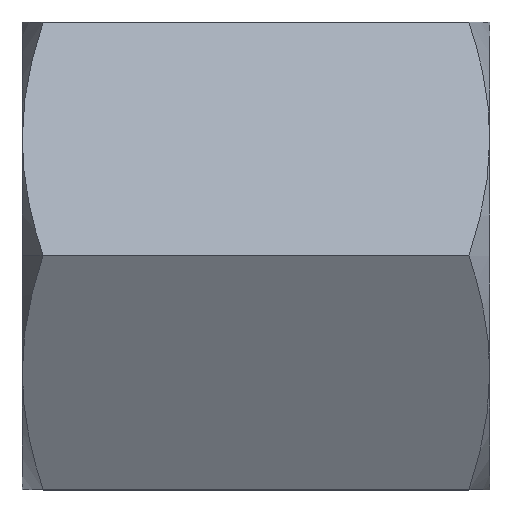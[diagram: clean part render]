
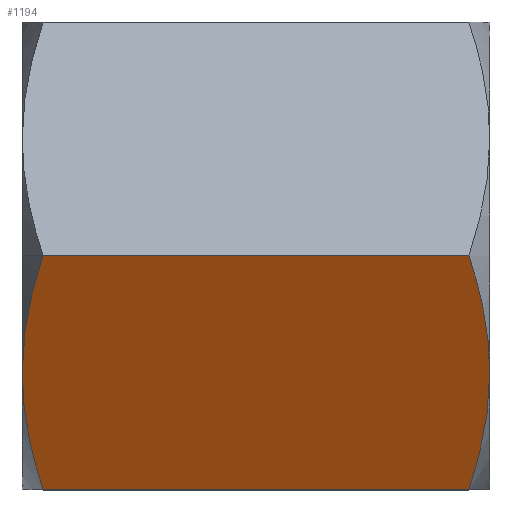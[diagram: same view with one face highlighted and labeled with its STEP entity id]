
A CAD part, top view. The second image highlights one B-rep face of the part: STEP entity #1194.
In plain terms, the highlighted planar face has unit normal (0, -0.5, 0.866).
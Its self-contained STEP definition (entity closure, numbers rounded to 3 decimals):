
#26 = ORIENTED_EDGE ( 'NONE', *, *, #2749, .T. ) ;
#119 = LINE ( 'NONE', #1001, #2601 ) ;
#214 = EDGE_LOOP ( 'NONE', ( #2030, #26, #2565, #1556, #2451, #217 ) ) ;
#217 = ORIENTED_EDGE ( 'NONE', *, *, #3235, .F. ) ;
#258 = VERTEX_POINT ( 'NONE', #725 ) ;
#371 = CARTESIAN_POINT ( 'NONE',  ( 0., -2.288, 4.453 ) ) ;
#407 = CARTESIAN_POINT ( 'NONE',  ( 9.553, -5., 2.887 ) ) ;
#419 = CARTESIAN_POINT ( 'NONE',  ( 9.826, -0.818, 5.301 ) ) ;
#459 = VERTEX_POINT ( 'NONE', #591 ) ;
#460 = CARTESIAN_POINT ( 'NONE',  ( 9.949, -3.347, 3.841 ) ) ;
#591 = CARTESIAN_POINT ( 'NONE',  ( 9.553, 0., 5.774 ) ) ;
#666 = CARTESIAN_POINT ( 'NONE',  ( 10., -2.5, 4.33 ) ) ;
#725 = CARTESIAN_POINT ( 'NONE',  ( 0.447, -5., 2.887 ) ) ;
#912 = VECTOR ( 'NONE', #2307, 1000. ) ;
#991 = B_SPLINE_CURVE_WITH_KNOTS ( 'NONE', 3,
 ( #1293, #371, #1270, #3389, #2154, #2498, #994, #3396 ),
 .UNSPECIFIED., .F., .F.,
 ( 4, 2, 2, 4 ),
 ( 0.003, 0.004, 0.004, 0.006 ),
 .UNSPECIFIED. ) ;
#994 = CARTESIAN_POINT ( 'NONE',  ( 0.311, -0.408, 5.538 ) ) ;
#1001 = CARTESIAN_POINT ( 'NONE',  ( 10., 0., 5.774 ) ) ;
#1008 = LINE ( 'NONE', #3548, #912 ) ;
#1039 = B_SPLINE_CURVE_WITH_KNOTS ( 'NONE', 3,
 ( #2207, #419, #2243, #3111 ),
 .UNSPECIFIED., .F., .F.,
 ( 4, 4 ),
 ( 0., 0.003 ),
 .UNSPECIFIED. ) ;
#1194 = ADVANCED_FACE ( 'NONE', ( #3857 ), #3387, .F. ) ;
#1270 = CARTESIAN_POINT ( 'NONE',  ( 0.011, -2.075, 4.576 ) ) ;
#1280 = CARTESIAN_POINT ( 'NONE',  ( 10., 0., 5.774 ) ) ;
#1293 = CARTESIAN_POINT ( 'NONE',  ( 0., -2.5, 4.33 ) ) ;
#1311 = CARTESIAN_POINT ( 'NONE',  ( 0.174, -4.182, 3.359 ) ) ;
#1319 = EDGE_CURVE ( 'NONE', #1599, #258, #1008, .T. ) ;
#1427 = B_SPLINE_CURVE_WITH_KNOTS ( 'NONE', 3,
 ( #2571, #1673, #2277, #460, #2582, #3575, #1752, #2948 ),
 .UNSPECIFIED., .F., .F.,
 ( 4, 2, 2, 4 ),
 ( 0.003, 0.004, 0.004, 0.006 ),
 .UNSPECIFIED. ) ;
#1556 = ORIENTED_EDGE ( 'NONE', *, *, #3084, .F. ) ;
#1599 = VERTEX_POINT ( 'NONE', #407 ) ;
#1673 = CARTESIAN_POINT ( 'NONE',  ( 10., -2.712, 4.208 ) ) ;
#1752 = CARTESIAN_POINT ( 'NONE',  ( 9.689, -4.592, 3.122 ) ) ;
#1905 = B_SPLINE_CURVE_WITH_KNOTS ( 'NONE', 3,
 ( #2223, #1311, #2234, #1917 ),
 .UNSPECIFIED., .F., .F.,
 ( 4, 4 ),
 ( 0., 0.003 ),
 .UNSPECIFIED. ) ;
#1917 = CARTESIAN_POINT ( 'NONE',  ( 0., -2.5, 4.33 ) ) ;
#1924 = DIRECTION ( 'NONE',  ( -1., 0., 0. ) ) ;
#1933 = EDGE_CURVE ( 'NONE', #459, #2988, #1039, .T. ) ;
#2028 = CARTESIAN_POINT ( 'NONE',  ( 0.447, 0., 5.774 ) ) ;
#2030 = ORIENTED_EDGE ( 'NONE', *, *, #1933, .F. ) ;
#2154 = CARTESIAN_POINT ( 'NONE',  ( 0.082, -1.444, 4.94 ) ) ;
#2207 = CARTESIAN_POINT ( 'NONE',  ( 9.553, 0., 5.774 ) ) ;
#2223 = CARTESIAN_POINT ( 'NONE',  ( 0.447, -5., 2.887 ) ) ;
#2234 = CARTESIAN_POINT ( 'NONE',  ( 0., -3.352, 3.838 ) ) ;
#2243 = CARTESIAN_POINT ( 'NONE',  ( 10., -1.648, 4.822 ) ) ;
#2277 = CARTESIAN_POINT ( 'NONE',  ( 9.989, -2.925, 4.085 ) ) ;
#2307 = DIRECTION ( 'NONE',  ( -1., 0., 0. ) ) ;
#2451 = ORIENTED_EDGE ( 'NONE', *, *, #1319, .F. ) ;
#2498 = CARTESIAN_POINT ( 'NONE',  ( 0.198, -0.819, 5.3 ) ) ;
#2543 = EDGE_CURVE ( 'NONE', #3896, #3752, #991, .T. ) ;
#2565 = ORIENTED_EDGE ( 'NONE', *, *, #2543, .F. ) ;
#2571 = CARTESIAN_POINT ( 'NONE',  ( 10., -2.5, 4.33 ) ) ;
#2582 = CARTESIAN_POINT ( 'NONE',  ( 9.918, -3.556, 3.72 ) ) ;
#2601 = VECTOR ( 'NONE', #1924, 1000. ) ;
#2749 = EDGE_CURVE ( 'NONE', #459, #3752, #119, .T. ) ;
#2818 = DIRECTION ( 'NONE',  ( 0., 0.5, -0.866 ) ) ;
#2948 = CARTESIAN_POINT ( 'NONE',  ( 9.553, -5., 2.887 ) ) ;
#2988 = VERTEX_POINT ( 'NONE', #666 ) ;
#3084 = EDGE_CURVE ( 'NONE', #258, #3896, #1905, .T. ) ;
#3111 = CARTESIAN_POINT ( 'NONE',  ( 10., -2.5, 4.33 ) ) ;
#3235 = EDGE_CURVE ( 'NONE', #2988, #1599, #1427, .T. ) ;
#3387 = PLANE ( 'NONE',  #3542 ) ;
#3389 = CARTESIAN_POINT ( 'NONE',  ( 0.051, -1.653, 4.819 ) ) ;
#3396 = CARTESIAN_POINT ( 'NONE',  ( 0.447, 0., 5.774 ) ) ;
#3542 = AXIS2_PLACEMENT_3D ( 'NONE', #1280, #2818, #3724 ) ;
#3548 = CARTESIAN_POINT ( 'NONE',  ( 10., -5., 2.887 ) ) ;
#3575 = CARTESIAN_POINT ( 'NONE',  ( 9.802, -4.181, 3.36 ) ) ;
#3632 = CARTESIAN_POINT ( 'NONE',  ( 0., -2.5, 4.33 ) ) ;
#3724 = DIRECTION ( 'NONE',  ( 0., 0.866, 0.5 ) ) ;
#3752 = VERTEX_POINT ( 'NONE', #2028 ) ;
#3857 = FACE_OUTER_BOUND ( 'NONE', #214, .T. ) ;
#3896 = VERTEX_POINT ( 'NONE', #3632 ) ;
